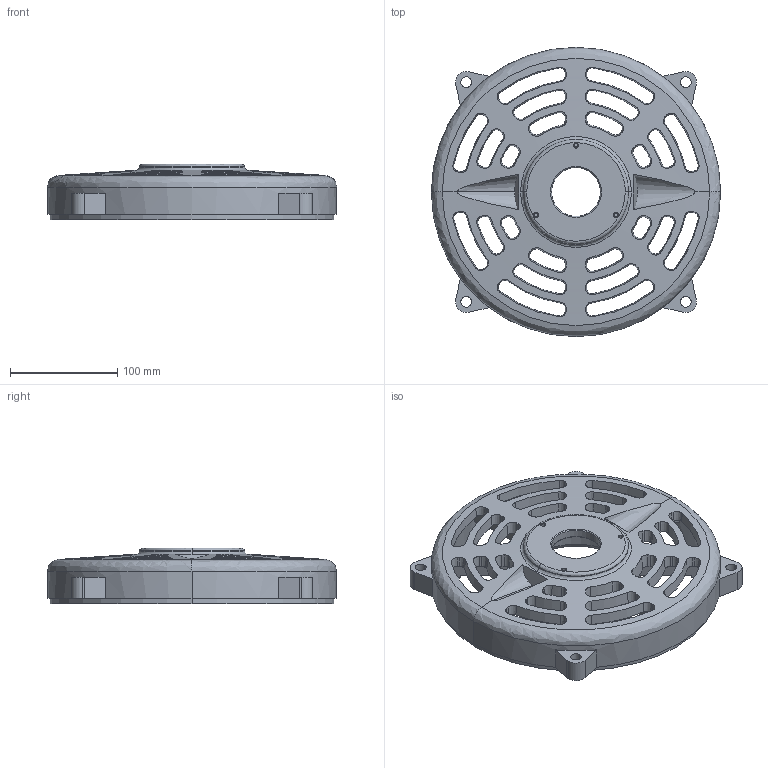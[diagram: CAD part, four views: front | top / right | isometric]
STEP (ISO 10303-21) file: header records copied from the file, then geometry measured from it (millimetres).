
FILE_DESCRIPTION (( 'STEP AP214' ), '1' );
FILE_NAME ('MTADP-DEB-250 mod 1.STEP', '2020-08-18T23:16:54', ( '' ), ( '' ), 'SwSTEP 2.0', 'SolidWorks 2017', '' );
FILE_SCHEMA (( 'AUTOMOTIVE_DESIGN' ));
Length unit declared in the file: inch
Products named in the file (1): MTADP-DEB-250 mod 1
Bounding box: 270 x 270 x 52 mm (x, y, z)
Volume: 841048.9 mm3; surface area: 207556.9 mm2
Topology: 1 solids, 1 shells, 453 faces, 1286 edges, 808 vertices
Faces by surface type: cone 195, plane 145, cylinder 83, bspline 26, torus 4
Entity records: 17503 total; most frequent: CARTESIAN_POINT 5927, ORIENTED_EDGE 2556, DIRECTION 2330, EDGE_CURVE 1278, AXIS2_PLACEMENT_3D 893, VERTEX_POINT 808, LINE 544, VECTOR 544
